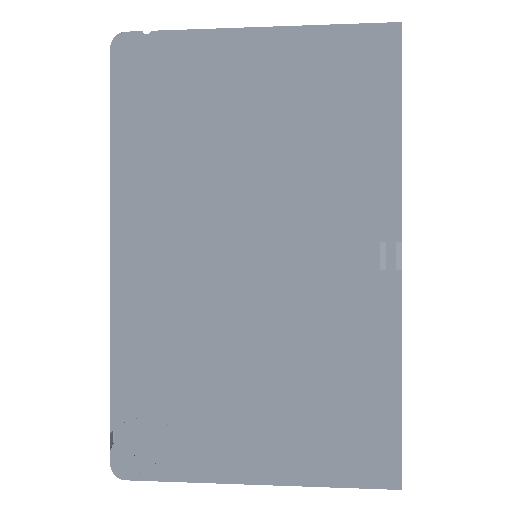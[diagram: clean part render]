
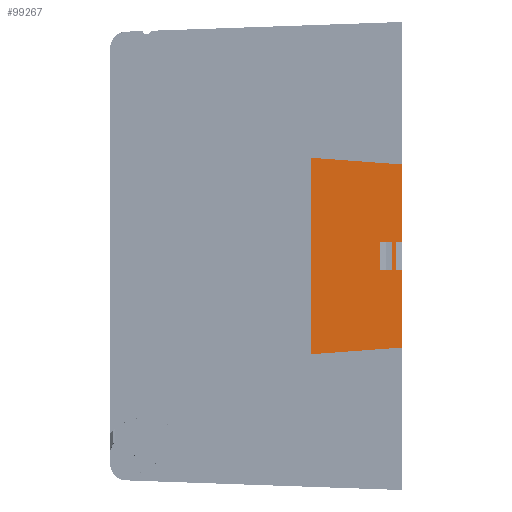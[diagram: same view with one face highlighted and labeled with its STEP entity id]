
A CAD part, left-side view. The second image highlights one B-rep face of the part: STEP entity #99267.
In plain terms, the highlighted planar face has unit normal (-1, 0, 0).
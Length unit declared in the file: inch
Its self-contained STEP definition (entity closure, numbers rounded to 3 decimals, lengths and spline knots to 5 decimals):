
#2441 = EDGE_CURVE ( 'NONE', #43471, #122905, #54340, .T. ) ;
#4515 = VERTEX_POINT ( 'NONE', #19619 ) ;
#4910 = LINE ( 'NONE', #41727, #60552 ) ;
#5883 = LINE ( 'NONE', #122746, #117472 ) ;
#7357 = CARTESIAN_POINT ( 'NONE',  ( -3.945, -2.40706, -0.82371 ) ) ;
#7808 = LINE ( 'NONE', #112523, #61875 ) ;
#8691 = VECTOR ( 'NONE', #102852, 39.37008 ) ;
#8934 = CARTESIAN_POINT ( 'NONE',  ( -3.945, -1.85, 6.69233 ) ) ;
#9526 = LINE ( 'NONE', #7357, #71529 ) ;
#9832 = DIRECTION ( 'NONE',  ( 0., 0., -1. ) ) ;
#10959 = VECTOR ( 'NONE', #95285, 39.37008 ) ;
#11650 = CARTESIAN_POINT ( 'NONE',  ( -3.945, -1.735, 0.425 ) ) ;
#11938 = VERTEX_POINT ( 'NONE', #46467 ) ;
#13810 = EDGE_CURVE ( 'NONE', #82317, #98433, #4910, .T. ) ;
#16075 = CARTESIAN_POINT ( 'NONE',  ( -3.945, -1.85, 0.425 ) ) ;
#18018 = VERTEX_POINT ( 'NONE', #103959 ) ;
#18609 = AXIS2_PLACEMENT_3D ( 'NONE', #51002, #126757, #61890 ) ;
#19619 = CARTESIAN_POINT ( 'NONE',  ( -3.945, -1.85, 0.075 ) ) ;
#20414 = VERTEX_POINT ( 'NONE', #116605 ) ;
#23558 = CARTESIAN_POINT ( 'NONE',  ( -3.945, -1.735, 0.075 ) ) ;
#25368 = EDGE_CURVE ( 'NONE', #122905, #96515, #136675, .T. ) ;
#26947 = ORIENTED_EDGE ( 'NONE', *, *, #25368, .T. ) ;
#30013 = CARTESIAN_POINT ( 'NONE',  ( -3.945, -1.735, 0.075 ) ) ;
#32731 = CARTESIAN_POINT ( 'NONE',  ( -3.945, -0.75, 6.69233 ) ) ;
#33207 = DIRECTION ( 'NONE',  ( 0., 0., -1. ) ) ;
#34018 = EDGE_CURVE ( 'NONE', #72113, #98433, #106345, .T. ) ;
#34113 = LINE ( 'NONE', #8934, #117025 ) ;
#34472 = DIRECTION ( 'NONE',  ( 0., -1., 0. ) ) ;
#37173 = ORIENTED_EDGE ( 'NONE', *, *, #34018, .F. ) ;
#37796 = VECTOR ( 'NONE', #33207, 39.37008 ) ;
#37968 = VERTEX_POINT ( 'NONE', #125108 ) ;
#38021 = EDGE_CURVE ( 'NONE', #37968, #11938, #9526, .T. ) ;
#39147 = ORIENTED_EDGE ( 'NONE', *, *, #13810, .T. ) ;
#40335 = ORIENTED_EDGE ( 'NONE', *, *, #89735, .F. ) ;
#40580 = ORIENTED_EDGE ( 'NONE', *, *, #38021, .T. ) ;
#41082 = CARTESIAN_POINT ( 'NONE',  ( -3.945, -1.58206, 0.075 ) ) ;
#41164 = LINE ( 'NONE', #32731, #37796 ) ;
#41727 = CARTESIAN_POINT ( 'NONE',  ( -3.945, -1.735, 0.425 ) ) ;
#42560 = ORIENTED_EDGE ( 'NONE', *, *, #79275, .F. ) ;
#43471 = VERTEX_POINT ( 'NONE', #119014 ) ;
#46467 = CARTESIAN_POINT ( 'NONE',  ( -3.945, -1.85, -0.865 ) ) ;
#47791 = FACE_BOUND ( 'NONE', #96862, .T. ) ;
#51002 = CARTESIAN_POINT ( 'NONE',  ( -3.945, -1.85, 6.69233 ) ) ;
#52203 = DIRECTION ( 'NONE',  ( 0., 0., 1. ) ) ;
#54340 = LINE ( 'NONE', #134176, #64816 ) ;
#55961 = CARTESIAN_POINT ( 'NONE',  ( -3.945, -1.735, 0.075 ) ) ;
#56075 = VERTEX_POINT ( 'NONE', #41082 ) ;
#60552 = VECTOR ( 'NONE', #128726, 39.37008 ) ;
#61875 = VECTOR ( 'NONE', #123377, 39.37008 ) ;
#61890 = DIRECTION ( 'NONE',  ( 0., 0., -1. ) ) ;
#64816 = VECTOR ( 'NONE', #132776, 39.37008 ) ;
#69546 = LINE ( 'NONE', #91944, #8691 ) ;
#71529 = VECTOR ( 'NONE', #94246, 39.37008 ) ;
#71734 = ORIENTED_EDGE ( 'NONE', *, *, #74655, .F. ) ;
#72113 = VERTEX_POINT ( 'NONE', #55961 ) ;
#72304 = PLANE ( 'NONE',  #18609 ) ;
#72595 = ORIENTED_EDGE ( 'NONE', *, *, #83925, .F. ) ;
#72806 = ORIENTED_EDGE ( 'NONE', *, *, #73161, .T. ) ;
#73096 = FACE_OUTER_BOUND ( 'NONE', #104833, .T. ) ;
#73161 = EDGE_CURVE ( 'NONE', #56075, #82317, #7808, .T. ) ;
#74655 = EDGE_CURVE ( 'NONE', #56075, #72113, #139096, .T. ) ;
#79275 = EDGE_CURVE ( 'NONE', #18018, #96515, #126024, .T. ) ;
#79329 = DIRECTION ( 'NONE',  ( 0., -1., 0. ) ) ;
#81479 = VECTOR ( 'NONE', #34472, 39.37008 ) ;
#82136 = CARTESIAN_POINT ( 'NONE',  ( -3.945, -1.58206, 0.425 ) ) ;
#82317 = VERTEX_POINT ( 'NONE', #82136 ) ;
#83925 = EDGE_CURVE ( 'NONE', #4515, #11938, #34113, .T. ) ;
#84454 = CARTESIAN_POINT ( 'NONE',  ( -3.945, -1.85, 6.69233 ) ) ;
#87704 = EDGE_CURVE ( 'NONE', #20414, #18018, #69546, .T. ) ;
#89031 = VECTOR ( 'NONE', #79329, 39.37008 ) ;
#89735 = EDGE_CURVE ( 'NONE', #43471, #4515, #5883, .T. ) ;
#91669 = VECTOR ( 'NONE', #52203, 39.37008 ) ;
#91944 = CARTESIAN_POINT ( 'NONE',  ( -3.945, -1.85, 1.365 ) ) ;
#93327 = ORIENTED_EDGE ( 'NONE', *, *, #126484, .T. ) ;
#94246 = DIRECTION ( 'NONE',  ( 0., -0.997, 0.074 ) ) ;
#95285 = DIRECTION ( 'NONE',  ( 0., 0., -1. ) ) ;
#96515 = VERTEX_POINT ( 'NONE', #16075 ) ;
#96862 = EDGE_LOOP ( 'NONE', ( #71734, #72806, #39147, #37173 ) ) ;
#98433 = VERTEX_POINT ( 'NONE', #11650 ) ;
#99267 = ADVANCED_FACE ( 'NONE', ( #73096, #47791 ), #72304, .F. ) ;
#100070 = CARTESIAN_POINT ( 'NONE',  ( -3.945, -1.785, 0.425 ) ) ;
#102852 = DIRECTION ( 'NONE',  ( 0., -0.997, -0.074 ) ) ;
#103959 = CARTESIAN_POINT ( 'NONE',  ( -3.945, -1.85, 1.365 ) ) ;
#104833 = EDGE_LOOP ( 'NONE', ( #72595, #40335, #137914, #26947, #42560, #109012, #93327, #40580 ) ) ;
#106345 = LINE ( 'NONE', #30013, #91669 ) ;
#109012 = ORIENTED_EDGE ( 'NONE', *, *, #87704, .F. ) ;
#112523 = CARTESIAN_POINT ( 'NONE',  ( -3.945, -1.58206, 0.075 ) ) ;
#116605 = CARTESIAN_POINT ( 'NONE',  ( -3.945, -0.75, 1.44653 ) ) ;
#117025 = VECTOR ( 'NONE', #9832, 39.37008 ) ;
#117472 = VECTOR ( 'NONE', #133734, 39.37008 ) ;
#119014 = CARTESIAN_POINT ( 'NONE',  ( -3.945, -1.785, 0.075 ) ) ;
#119509 = CARTESIAN_POINT ( 'NONE',  ( -3.945, -1.85, 0.425 ) ) ;
#122746 = CARTESIAN_POINT ( 'NONE',  ( -3.945, -1.85, 0.075 ) ) ;
#122905 = VERTEX_POINT ( 'NONE', #100070 ) ;
#123377 = DIRECTION ( 'NONE',  ( 0., 0., 1. ) ) ;
#125108 = CARTESIAN_POINT ( 'NONE',  ( -3.945, -0.75, -0.94653 ) ) ;
#126024 = LINE ( 'NONE', #84454, #10959 ) ;
#126484 = EDGE_CURVE ( 'NONE', #20414, #37968, #41164, .T. ) ;
#126757 = DIRECTION ( 'NONE',  ( 1., 0., 0. ) ) ;
#128726 = DIRECTION ( 'NONE',  ( 0., -1., 0. ) ) ;
#132776 = DIRECTION ( 'NONE',  ( 0., 0., 1. ) ) ;
#133734 = DIRECTION ( 'NONE',  ( 0., -1., 0. ) ) ;
#134176 = CARTESIAN_POINT ( 'NONE',  ( -3.945, -1.785, 0.075 ) ) ;
#136675 = LINE ( 'NONE', #119509, #89031 ) ;
#137914 = ORIENTED_EDGE ( 'NONE', *, *, #2441, .T. ) ;
#139096 = LINE ( 'NONE', #23558, #81479 ) ;
